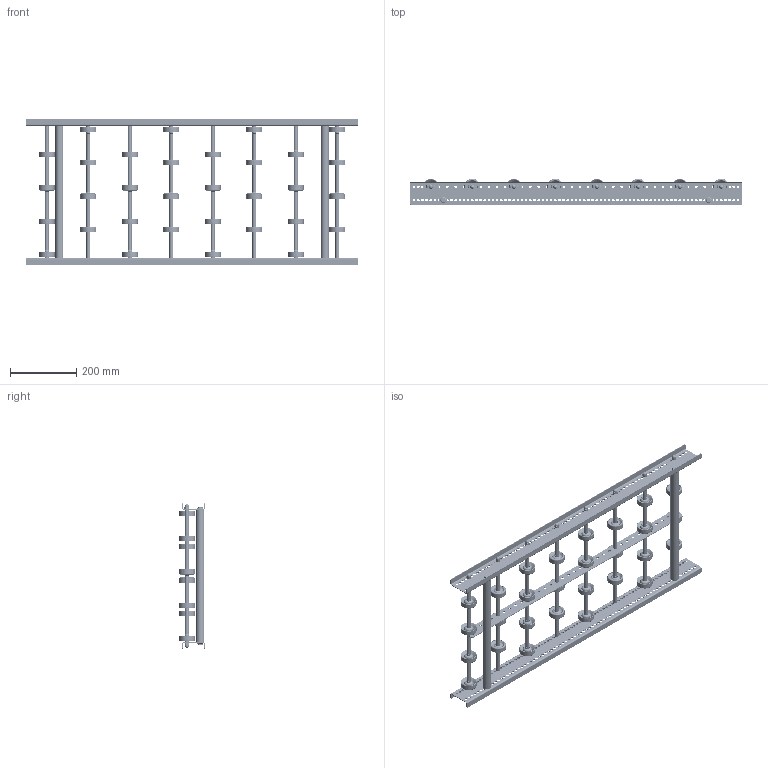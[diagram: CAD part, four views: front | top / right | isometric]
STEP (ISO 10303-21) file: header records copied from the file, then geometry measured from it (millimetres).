
FILE_DESCRIPTION (( 'STEP AP214' ), '1' );
FILE_NAME ('0052466.step', '2021-10-26T13:21:55', ( '' ), ( '' ), 'SwSTEP 2.0', 'SolidWorks 2020', '' );
FILE_SCHEMA (( 'AUTOMOTIVE_DESIGN' ));
Length unit declared in the file: millimetre
Products named in the file (10): Traversen_KFG_L400; K0011528_2200-48-8; 0052466; 0046278_KB-ROHR-12X1,75mm_KFG_L75,5; Hutmutter_DIN_1587_M8; Profil_LRB-20x70x20x2_KFG_S100200_U-PROFIL-20-70-20-2-LRB-L=1000; S100994_Sperrzahnschraube_M08x16-8.8-A2K; Röllchenachse-für-Konfiguration_EL400 Stahl; S106837_Gewindestange-M8-KFG_L420; S100100_Längstraverse-42x2,5_L„ngstraverse-RB-L899
Assembly tree (42 placements, depth 3):
  0052466
    Profil_LRB-20x70x20x2_KFG_S100200_U-PROFIL-20-70-20-2-LRB-L=1000  x2
    S100994_Sperrzahnschraube_M08x16-8.8-A2K  x4
    Traversen_KFG_L400  x2
    Röllchenachse-für-Konfiguration_EL400 Stahl  x8
      S106837_Gewindestange-M8-KFG_L420
      0046278_KB-ROHR-12X1,75mm_KFG_L75,5
      K0011528_2200-48-8
    S100100_Längstraverse-42x2,5_L„ngstraverse-RB-L899
    Hutmutter_DIN_1587_M8  x16
Bounding box: 1000 x 79 x 440 mm (x, y, z)
Volume: 1565732.3 mm3; surface area: 1270143.4 mm2
Topology: 133 solids, 133 shells, 4258 faces, 9376 edges, 5752 vertices
Faces by surface type: cylinder 1804, torus 848, plane 846, cone 744, bspline 16
Entity records: 22449 total; most frequent: DIRECTION 3883, CARTESIAN_POINT 3761, ORIENTED_EDGE 3260, AXIS2_PLACEMENT_3D 1676, EDGE_CURVE 1630, VERTEX_POINT 1058, EDGE_LOOP 1028, CIRCLE 1019
